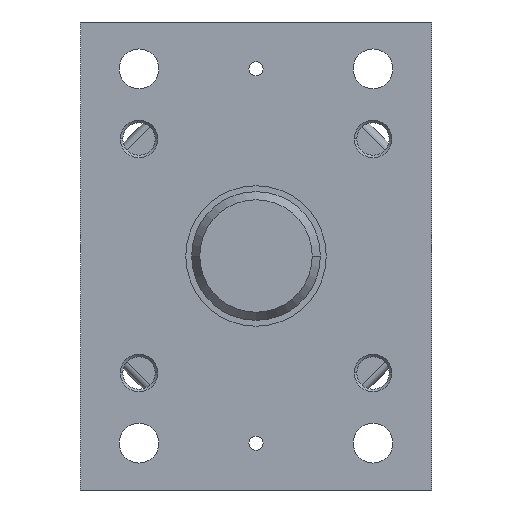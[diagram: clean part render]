
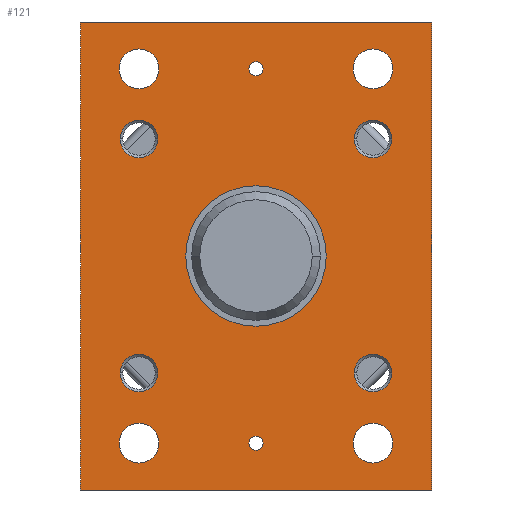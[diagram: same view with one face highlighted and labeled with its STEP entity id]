
A CAD part, left-side view. The second image highlights one B-rep face of the part: STEP entity #121.
In plain terms, the highlighted planar face has unit normal (-1, 0, 0).
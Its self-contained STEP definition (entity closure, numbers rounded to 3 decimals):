
#121=ADVANCED_FACE('',(#277,#278,#279,#280,#281,#282,#283,#284,#285,#286,#287,#288),#289,.F.);
#277=FACE_BOUND('',#501,.T.);
#278=FACE_BOUND('',#502,.T.);
#279=FACE_BOUND('',#503,.T.);
#280=FACE_BOUND('',#504,.T.);
#281=FACE_BOUND('',#505,.T.);
#282=FACE_BOUND('',#506,.T.);
#283=FACE_BOUND('',#507,.T.);
#284=FACE_BOUND('',#508,.T.);
#285=FACE_BOUND('',#509,.T.);
#286=FACE_BOUND('',#510,.T.);
#287=FACE_BOUND('',#511,.T.);
#288=FACE_OUTER_BOUND('',#512,.T.);
#289=PLANE('',#513);
#501=EDGE_LOOP('',(#1057,#1058));
#502=EDGE_LOOP('',(#1059,#1060));
#503=EDGE_LOOP('',(#1061,#1062));
#504=EDGE_LOOP('',(#1063,#1064));
#505=EDGE_LOOP('',(#1065,#1066));
#506=EDGE_LOOP('',(#1067,#1068));
#507=EDGE_LOOP('',(#1069,#1070));
#508=EDGE_LOOP('',(#1071,#1072));
#509=EDGE_LOOP('',(#1073,#1074));
#510=EDGE_LOOP('',(#1075,#1076));
#511=EDGE_LOOP('',(#1077,#1078));
#512=EDGE_LOOP('',(#1079,#1080,#1081,#1082));
#513=AXIS2_PLACEMENT_3D('',#1083,#1084,#1085);
#1057=ORIENTED_EDGE('',*,*,#1574,.T.);
#1058=ORIENTED_EDGE('',*,*,#1550,.T.);
#1059=ORIENTED_EDGE('',*,*,#1575,.T.);
#1060=ORIENTED_EDGE('',*,*,#1546,.T.);
#1061=ORIENTED_EDGE('',*,*,#1542,.T.);
#1062=ORIENTED_EDGE('',*,*,#1576,.T.);
#1063=ORIENTED_EDGE('',*,*,#1532,.T.);
#1064=ORIENTED_EDGE('',*,*,#1579,.T.);
#1065=ORIENTED_EDGE('',*,*,#1522,.T.);
#1066=ORIENTED_EDGE('',*,*,#1582,.T.);
#1067=ORIENTED_EDGE('',*,*,#1512,.T.);
#1068=ORIENTED_EDGE('',*,*,#1585,.T.);
#1069=ORIENTED_EDGE('',*,*,#1588,.T.);
#1070=ORIENTED_EDGE('',*,*,#1502,.T.);
#1071=ORIENTED_EDGE('',*,*,#1589,.T.);
#1072=ORIENTED_EDGE('',*,*,#1498,.T.);
#1073=ORIENTED_EDGE('',*,*,#1590,.T.);
#1074=ORIENTED_EDGE('',*,*,#1494,.T.);
#1075=ORIENTED_EDGE('',*,*,#1591,.T.);
#1076=ORIENTED_EDGE('',*,*,#1490,.T.);
#1077=ORIENTED_EDGE('',*,*,#1555,.T.);
#1078=ORIENTED_EDGE('',*,*,#1554,.T.);
#1079=ORIENTED_EDGE('',*,*,#1599,.T.);
#1080=ORIENTED_EDGE('',*,*,#1596,.F.);
#1081=ORIENTED_EDGE('',*,*,#1598,.F.);
#1082=ORIENTED_EDGE('',*,*,#1593,.F.);
#1083=CARTESIAN_POINT('',(0.0,0.0,0.0));
#1084=DIRECTION('',(1.0,0.0,0.0));
#1085=DIRECTION('',(0.0,0.0,-1.0));
#1490=EDGE_CURVE('',#1741,#1745,#1747,.T.);
#1494=EDGE_CURVE('',#1749,#1753,#1755,.T.);
#1498=EDGE_CURVE('',#1757,#1761,#1763,.T.);
#1502=EDGE_CURVE('',#1765,#1769,#1771,.T.);
#1512=EDGE_CURVE('',#1785,#1787,#1789,.T.);
#1522=EDGE_CURVE('',#1803,#1805,#1807,.T.);
#1532=EDGE_CURVE('',#1821,#1823,#1825,.T.);
#1542=EDGE_CURVE('',#1839,#1841,#1843,.T.);
#1546=EDGE_CURVE('',#1845,#1849,#1851,.T.);
#1550=EDGE_CURVE('',#1853,#1857,#1859,.T.);
#1554=EDGE_CURVE('',#1861,#1865,#1867,.T.);
#1555=EDGE_CURVE('',#1865,#1861,#1868,.T.);
#1574=EDGE_CURVE('',#1857,#1853,#1894,.T.);
#1575=EDGE_CURVE('',#1849,#1845,#1895,.T.);
#1576=EDGE_CURVE('',#1841,#1839,#1896,.T.);
#1579=EDGE_CURVE('',#1823,#1821,#1899,.T.);
#1582=EDGE_CURVE('',#1805,#1803,#1902,.T.);
#1585=EDGE_CURVE('',#1787,#1785,#1905,.T.);
#1588=EDGE_CURVE('',#1769,#1765,#1908,.T.);
#1589=EDGE_CURVE('',#1761,#1757,#1909,.T.);
#1590=EDGE_CURVE('',#1753,#1749,#1910,.T.);
#1591=EDGE_CURVE('',#1745,#1741,#1911,.T.);
#1593=EDGE_CURVE('',#1912,#1914,#1915,.T.);
#1596=EDGE_CURVE('',#1917,#1919,#1920,.T.);
#1598=EDGE_CURVE('',#1914,#1917,#1922,.T.);
#1599=EDGE_CURVE('',#1912,#1919,#1923,.T.);
#1741=VERTEX_POINT('',#2163);
#1745=VERTEX_POINT('',#2168);
#1747=CIRCLE('',#2171,8.5);
#1749=VERTEX_POINT('',#2173);
#1753=VERTEX_POINT('',#2178);
#1755=CIRCLE('',#2181,8.5);
#1757=VERTEX_POINT('',#2183);
#1761=VERTEX_POINT('',#2188);
#1763=CIRCLE('',#2191,8.5);
#1765=VERTEX_POINT('',#2193);
#1769=VERTEX_POINT('',#2198);
#1771=CIRCLE('',#2201,8.5);
#1785=VERTEX_POINT('',#2219);
#1787=VERTEX_POINT('',#2222);
#1789=CIRCLE('',#2225,8.0);
#1803=VERTEX_POINT('',#2243);
#1805=VERTEX_POINT('',#2246);
#1807=CIRCLE('',#2249,8.0);
#1821=VERTEX_POINT('',#2267);
#1823=VERTEX_POINT('',#2270);
#1825=CIRCLE('',#2273,8.0);
#1839=VERTEX_POINT('',#2291);
#1841=VERTEX_POINT('',#2294);
#1843=CIRCLE('',#2297,8.0);
#1845=VERTEX_POINT('',#2299);
#1849=VERTEX_POINT('',#2304);
#1851=CIRCLE('',#2307,3.0);
#1853=VERTEX_POINT('',#2309);
#1857=VERTEX_POINT('',#2314);
#1859=CIRCLE('',#2317,3.0);
#1861=VERTEX_POINT('',#2319);
#1865=VERTEX_POINT('',#2324);
#1867=CIRCLE('',#2327,30.0);
#1868=CIRCLE('',#2328,30.0);
#1894=CIRCLE('',#2358,3.0);
#1895=CIRCLE('',#2359,3.0);
#1896=CIRCLE('',#2360,8.0);
#1899=CIRCLE('',#2363,8.0);
#1902=CIRCLE('',#2366,8.0);
#1905=CIRCLE('',#2369,8.0);
#1908=CIRCLE('',#2372,8.5);
#1909=CIRCLE('',#2373,8.5);
#1910=CIRCLE('',#2374,8.5);
#1911=CIRCLE('',#2375,8.5);
#1912=VERTEX_POINT('',#2376);
#1914=VERTEX_POINT('',#2379);
#1915=LINE('',#2380,#2381);
#1917=VERTEX_POINT('',#2384);
#1919=VERTEX_POINT('',#2387);
#1920=LINE('',#2388,#2389);
#1922=LINE('',#2392,#2393);
#1923=LINE('',#2394,#2395);
#2163=CARTESIAN_POINT('',(0.0,-50.0,-88.5));
#2168=CARTESIAN_POINT('',(0.0,-50.0,-71.5));
#2171=AXIS2_PLACEMENT_3D('',#2777,#2778,#2779);
#2173=CARTESIAN_POINT('',(0.0,-50.0,71.5));
#2178=CARTESIAN_POINT('',(0.0,-50.0,88.5));
#2181=AXIS2_PLACEMENT_3D('',#2785,#2786,#2787);
#2183=CARTESIAN_POINT('',(0.0,50.0,-88.5));
#2188=CARTESIAN_POINT('',(0.0,50.0,-71.5));
#2191=AXIS2_PLACEMENT_3D('',#2793,#2794,#2795);
#2193=CARTESIAN_POINT('',(0.0,50.0,71.5));
#2198=CARTESIAN_POINT('',(0.0,50.0,88.5));
#2201=AXIS2_PLACEMENT_3D('',#2801,#2802,#2803);
#2219=CARTESIAN_POINT('',(0.0,-42.0,-50.0));
#2222=CARTESIAN_POINT('',(0.0,-58.0,-50.0));
#2225=AXIS2_PLACEMENT_3D('',#2819,#2820,#2821);
#2243=CARTESIAN_POINT('',(0.0,-42.0,50.0));
#2246=CARTESIAN_POINT('',(0.0,-58.0,50.0));
#2249=AXIS2_PLACEMENT_3D('',#2837,#2838,#2839);
#2267=CARTESIAN_POINT('',(0.0,58.0,-50.0));
#2270=CARTESIAN_POINT('',(0.0,42.0,-50.0));
#2273=AXIS2_PLACEMENT_3D('',#2855,#2856,#2857);
#2291=CARTESIAN_POINT('',(0.0,58.0,50.0));
#2294=CARTESIAN_POINT('',(0.0,42.0,50.0));
#2297=AXIS2_PLACEMENT_3D('',#2873,#2874,#2875);
#2299=CARTESIAN_POINT('',(0.0,0.,-83.0));
#2304=CARTESIAN_POINT('',(0.0,0.,-77.0));
#2307=AXIS2_PLACEMENT_3D('',#2881,#2882,#2883);
#2309=CARTESIAN_POINT('',(0.0,0.,77.0));
#2314=CARTESIAN_POINT('',(0.0,0.,83.0));
#2317=AXIS2_PLACEMENT_3D('',#2889,#2890,#2891);
#2319=CARTESIAN_POINT('',(0.0,0.,-30.0));
#2324=CARTESIAN_POINT('',(0.0,0.,30.0));
#2327=AXIS2_PLACEMENT_3D('',#2897,#2898,#2899);
#2328=AXIS2_PLACEMENT_3D('',#2900,#2901,#2902);
#2358=AXIS2_PLACEMENT_3D('',#2949,#2950,#2951);
#2359=AXIS2_PLACEMENT_3D('',#2952,#2953,#2954);
#2360=AXIS2_PLACEMENT_3D('',#2955,#2956,#2957);
#2363=AXIS2_PLACEMENT_3D('',#2964,#2965,#2966);
#2366=AXIS2_PLACEMENT_3D('',#2973,#2974,#2975);
#2369=AXIS2_PLACEMENT_3D('',#2982,#2983,#2984);
#2372=AXIS2_PLACEMENT_3D('',#2991,#2992,#2993);
#2373=AXIS2_PLACEMENT_3D('',#2994,#2995,#2996);
#2374=AXIS2_PLACEMENT_3D('',#2997,#2998,#2999);
#2375=AXIS2_PLACEMENT_3D('',#3000,#3001,#3002);
#2376=CARTESIAN_POINT('',(0.0,75.0,100.0));
#2379=CARTESIAN_POINT('',(0.0,-75.0,100.0));
#2380=CARTESIAN_POINT('',(0.0,0.0,100.0));
#2381=VECTOR('',#3004,1.0);
#2384=CARTESIAN_POINT('',(0.0,-75.0,-100.0));
#2387=CARTESIAN_POINT('',(0.0,75.0,-100.0));
#2388=CARTESIAN_POINT('',(0.0,0.0,-100.0));
#2389=VECTOR('',#3007,1.0);
#2392=CARTESIAN_POINT('',(0.0,-75.0,0.0));
#2393=VECTOR('',#3009,1.0);
#2394=CARTESIAN_POINT('',(0.0,75.0,0.0));
#2395=VECTOR('',#3010,1.0);
#2777=CARTESIAN_POINT('',(0.0,-50.0,-80.0));
#2778=DIRECTION('',(1.0,0.0,0.0));
#2779=DIRECTION('',(0.0,0.0,-1.0));
#2785=CARTESIAN_POINT('',(0.0,-50.0,80.0));
#2786=DIRECTION('',(1.0,0.0,0.0));
#2787=DIRECTION('',(0.0,0.0,-1.0));
#2793=CARTESIAN_POINT('',(0.0,50.0,-80.0));
#2794=DIRECTION('',(1.0,0.0,0.0));
#2795=DIRECTION('',(0.0,0.0,-1.0));
#2801=CARTESIAN_POINT('',(0.0,50.0,80.0));
#2802=DIRECTION('',(1.0,0.0,0.0));
#2803=DIRECTION('',(0.0,0.0,-1.0));
#2819=CARTESIAN_POINT('',(0.0,-50.0,-50.0));
#2820=DIRECTION('',(1.0,0.0,0.0));
#2821=DIRECTION('',(0.0,1.0,0.0));
#2837=CARTESIAN_POINT('',(0.0,-50.0,50.0));
#2838=DIRECTION('',(1.0,0.0,0.0));
#2839=DIRECTION('',(0.0,1.0,0.0));
#2855=CARTESIAN_POINT('',(0.0,50.0,-50.0));
#2856=DIRECTION('',(1.0,0.0,0.0));
#2857=DIRECTION('',(0.0,1.0,0.0));
#2873=CARTESIAN_POINT('',(0.0,50.0,50.0));
#2874=DIRECTION('',(1.0,0.0,0.0));
#2875=DIRECTION('',(0.0,1.0,0.0));
#2881=CARTESIAN_POINT('',(0.0,0.0,-80.0));
#2882=DIRECTION('',(1.0,0.0,0.0));
#2883=DIRECTION('',(0.0,0.0,-1.0));
#2889=CARTESIAN_POINT('',(0.0,0.0,80.0));
#2890=DIRECTION('',(1.0,0.0,0.0));
#2891=DIRECTION('',(0.0,0.0,-1.0));
#2897=CARTESIAN_POINT('',(0.0,0.0,0.0));
#2898=DIRECTION('',(1.0,0.0,0.0));
#2899=DIRECTION('',(0.0,0.0,-1.0));
#2900=CARTESIAN_POINT('',(0.0,0.0,0.0));
#2901=DIRECTION('',(1.0,0.0,0.0));
#2902=DIRECTION('',(0.0,0.0,-1.0));
#2949=CARTESIAN_POINT('',(0.0,0.0,80.0));
#2950=DIRECTION('',(1.0,0.0,0.0));
#2951=DIRECTION('',(0.0,0.0,-1.0));
#2952=CARTESIAN_POINT('',(0.0,0.0,-80.0));
#2953=DIRECTION('',(1.0,0.0,0.0));
#2954=DIRECTION('',(0.0,0.0,-1.0));
#2955=CARTESIAN_POINT('',(0.0,50.0,50.0));
#2956=DIRECTION('',(1.0,0.0,0.0));
#2957=DIRECTION('',(0.0,1.0,0.0));
#2964=CARTESIAN_POINT('',(0.0,50.0,-50.0));
#2965=DIRECTION('',(1.0,0.0,0.0));
#2966=DIRECTION('',(0.0,1.0,0.0));
#2973=CARTESIAN_POINT('',(0.0,-50.0,50.0));
#2974=DIRECTION('',(1.0,0.0,0.0));
#2975=DIRECTION('',(0.0,1.0,0.0));
#2982=CARTESIAN_POINT('',(0.0,-50.0,-50.0));
#2983=DIRECTION('',(1.0,0.0,0.0));
#2984=DIRECTION('',(0.0,1.0,0.0));
#2991=CARTESIAN_POINT('',(0.0,50.0,80.0));
#2992=DIRECTION('',(1.0,0.0,0.0));
#2993=DIRECTION('',(0.0,0.0,-1.0));
#2994=CARTESIAN_POINT('',(0.0,50.0,-80.0));
#2995=DIRECTION('',(1.0,0.0,0.0));
#2996=DIRECTION('',(0.0,0.0,-1.0));
#2997=CARTESIAN_POINT('',(0.0,-50.0,80.0));
#2998=DIRECTION('',(1.0,0.0,0.0));
#2999=DIRECTION('',(0.0,0.0,-1.0));
#3000=CARTESIAN_POINT('',(0.0,-50.0,-80.0));
#3001=DIRECTION('',(1.0,0.0,0.0));
#3002=DIRECTION('',(0.0,0.0,-1.0));
#3004=DIRECTION('',(0.0,-1.0,0.0));
#3007=DIRECTION('',(0.0,1.0,0.0));
#3009=DIRECTION('',(0.0,0.0,-1.0));
#3010=DIRECTION('',(0.0,0.0,-1.0));
